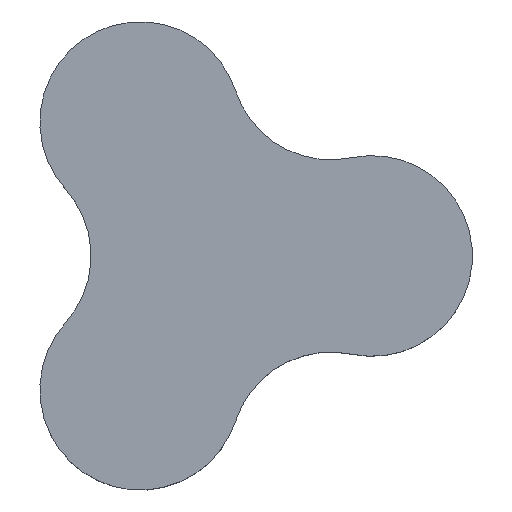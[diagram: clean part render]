
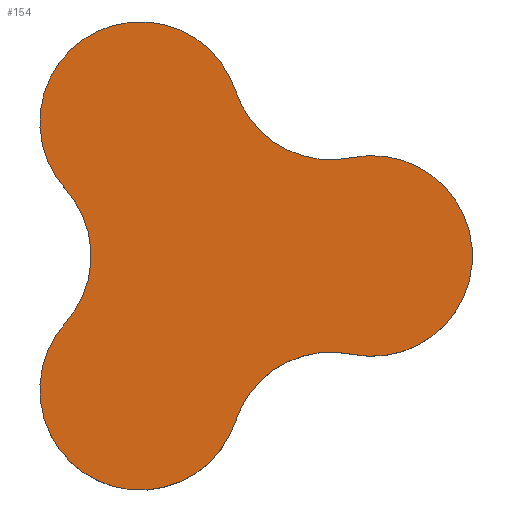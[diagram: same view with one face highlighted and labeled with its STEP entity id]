
A CAD part, top view. The second image highlights one B-rep face of the part: STEP entity #154.
In plain terms, the highlighted planar face has unit normal (0, 0, 1).
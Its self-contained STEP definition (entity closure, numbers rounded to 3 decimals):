
#12 = EDGE_CURVE ( 'NONE', #407, #243, #72, .T. ) ;
#15 = DIRECTION ( 'NONE',  ( 1., 0., 0. ) ) ;
#27 = AXIS2_PLACEMENT_3D ( 'NONE', #334, #295, #434 ) ;
#48 = CARTESIAN_POINT ( 'NONE',  ( 100.12, 73.412, 44. ) ) ;
#49 = ORIENTED_EDGE ( 'NONE', *, *, #262, .T. ) ;
#51 = DIRECTION ( 'NONE',  ( 1., 0., 0. ) ) ;
#65 = AXIS2_PLACEMENT_3D ( 'NONE', #360, #222, #193 ) ;
#66 = DIRECTION ( 'NONE',  ( 0., 0., 1. ) ) ;
#72 = CIRCLE ( 'NONE', #231, 75. ) ;
#105 = EDGE_CURVE ( 'NONE', #408, #375, #416, .T. ) ;
#107 = ORIENTED_EDGE ( 'NONE', *, *, #357, .T. ) ;
#116 = FACE_OUTER_BOUND ( 'NONE', #237, .T. ) ;
#126 = CARTESIAN_POINT ( 'NONE',  ( 84.769, 146.825, 44. ) ) ;
#128 = CARTESIAN_POINT ( 'NONE',  ( -113.637, 50., 44. ) ) ;
#148 = DIRECTION ( 'NONE',  ( 0., 0., 1. ) ) ;
#154 = ADVANCED_FACE ( 'NONE', ( #116 ), #157, .T. ) ;
#157 = PLANE ( 'NONE',  #217 ) ;
#166 = DIRECTION ( 'NONE',  ( 0., 0., -1. ) ) ;
#170 = ORIENTED_EDGE ( 'NONE', *, *, #105, .T. ) ;
#193 = DIRECTION ( 'NONE',  ( 1., 0., 0. ) ) ;
#205 = DIRECTION ( 'NONE',  ( 1., 0., 0. ) ) ;
#215 = ORIENTED_EDGE ( 'NONE', *, *, #421, .T. ) ;
#217 = AXIS2_PLACEMENT_3D ( 'NONE', #48, #148, #51 ) ;
#222 = DIRECTION ( 'NONE',  ( 0., 0., 1. ) ) ;
#231 = AXIS2_PLACEMENT_3D ( 'NONE', #401, #166, #298 ) ;
#236 = CARTESIAN_POINT ( 'NONE',  ( 100.12, -73.412, 44. ) ) ;
#237 = EDGE_LOOP ( 'NONE', ( #345, #107, #170, #215, #49, #414 ) ) ;
#243 = VERTEX_POINT ( 'NONE', #236 ) ;
#256 = DIRECTION ( 'NONE',  ( 0., 0., -1. ) ) ;
#261 = DIRECTION ( 'NONE',  ( 0., 0., -1. ) ) ;
#262 = EDGE_CURVE ( 'NONE', #310, #407, #404, .T. ) ;
#295 = DIRECTION ( 'NONE',  ( 0., 0., 1. ) ) ;
#298 = DIRECTION ( 'NONE',  ( 1., 0., 0. ) ) ;
#299 = CARTESIAN_POINT ( 'NONE',  ( -113.637, -50., 44. ) ) ;
#310 = VERTEX_POINT ( 'NONE', #299 ) ;
#311 = AXIS2_PLACEMENT_3D ( 'NONE', #325, #256, #15 ) ;
#325 = CARTESIAN_POINT ( 'NONE',  ( -169.538, 0., 44. ) ) ;
#327 = CARTESIAN_POINT ( 'NONE',  ( -57.735, -100., 44. ) ) ;
#328 = DIRECTION ( 'NONE',  ( 1., 0., 0. ) ) ;
#334 = CARTESIAN_POINT ( 'NONE',  ( 115.47, 0., 44. ) ) ;
#336 = EDGE_CURVE ( 'NONE', #243, #342, #364, .T. ) ;
#342 = VERTEX_POINT ( 'NONE', #403 ) ;
#344 = AXIS2_PLACEMENT_3D ( 'NONE', #126, #261, #205 ) ;
#345 = ORIENTED_EDGE ( 'NONE', *, *, #336, .T. ) ;
#354 = CARTESIAN_POINT ( 'NONE',  ( 13.517, 123.412, 44. ) ) ;
#357 = EDGE_CURVE ( 'NONE', #342, #408, #392, .T. ) ;
#360 = CARTESIAN_POINT ( 'NONE',  ( -57.735, 100., 44. ) ) ;
#364 = CIRCLE ( 'NONE', #27, 75. ) ;
#375 = VERTEX_POINT ( 'NONE', #128 ) ;
#382 = AXIS2_PLACEMENT_3D ( 'NONE', #327, #66, #328 ) ;
#387 = CARTESIAN_POINT ( 'NONE',  ( 13.517, -123.412, 44. ) ) ;
#392 = CIRCLE ( 'NONE', #344, 75. ) ;
#401 = CARTESIAN_POINT ( 'NONE',  ( 84.769, -146.825, 44. ) ) ;
#403 = CARTESIAN_POINT ( 'NONE',  ( 100.12, 73.412, 44. ) ) ;
#404 = CIRCLE ( 'NONE', #382, 75. ) ;
#407 = VERTEX_POINT ( 'NONE', #387 ) ;
#408 = VERTEX_POINT ( 'NONE', #354 ) ;
#409 = CIRCLE ( 'NONE', #311, 75. ) ;
#414 = ORIENTED_EDGE ( 'NONE', *, *, #12, .T. ) ;
#416 = CIRCLE ( 'NONE', #65, 75. ) ;
#421 = EDGE_CURVE ( 'NONE', #375, #310, #409, .T. ) ;
#434 = DIRECTION ( 'NONE',  ( 1., 0., 0. ) ) ;
